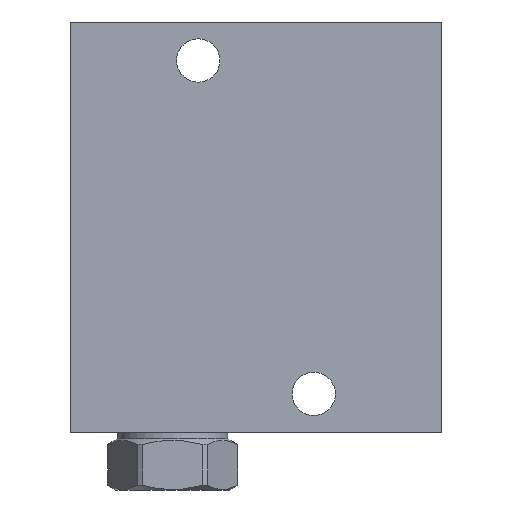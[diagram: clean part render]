
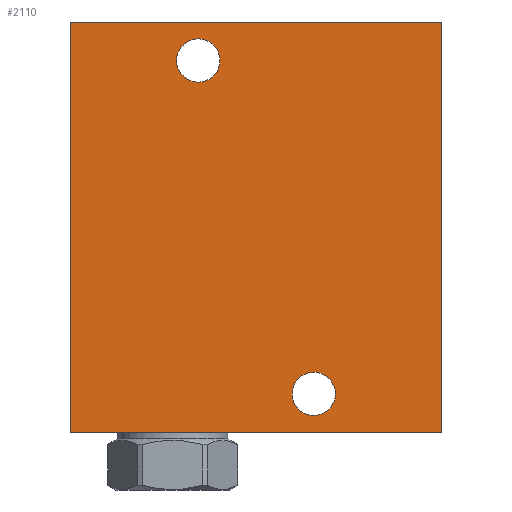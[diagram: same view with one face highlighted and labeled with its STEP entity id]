
A CAD part, front view. The second image highlights one B-rep face of the part: STEP entity #2110.
In plain terms, the highlighted planar face has unit normal (0, -1, 0).
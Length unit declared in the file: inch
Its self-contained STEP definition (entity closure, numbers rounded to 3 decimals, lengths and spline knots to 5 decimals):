
#5=DIRECTION('',(1.,0.,0.));
#6=VECTOR('',#5,3.625);
#7=CARTESIAN_POINT('',(0.,-1.5,0.));
#8=LINE('',#7,#6);
#75=DIRECTION('',(0.,0.,1.));
#76=VECTOR('',#75,4.);
#77=CARTESIAN_POINT('',(3.625,-1.5,0.));
#78=LINE('',#77,#76);
#99=DIRECTION('',(0.,0.,1.));
#100=VECTOR('',#99,4.);
#101=CARTESIAN_POINT('',(0.,-1.5,0.));
#102=LINE('',#101,#100);
#103=CARTESIAN_POINT('',(1.25,-1.5,3.625));
#104=DIRECTION('',(0.,-1.,0.));
#105=DIRECTION('',(-1.,0.,0.));
#106=AXIS2_PLACEMENT_3D('',#103,#104,#105);
#108=CARTESIAN_POINT('',(1.25,-1.5,3.625));
#109=DIRECTION('',(0.,-1.,0.));
#110=DIRECTION('',(1.,0.,0.));
#111=AXIS2_PLACEMENT_3D('',#108,#109,#110);
#113=CARTESIAN_POINT('',(2.375,-1.5,0.375));
#114=DIRECTION('',(0.,-1.,0.));
#115=DIRECTION('',(-1.,0.,0.));
#116=AXIS2_PLACEMENT_3D('',#113,#114,#115);
#118=CARTESIAN_POINT('',(2.375,-1.5,0.375));
#119=DIRECTION('',(0.,-1.,0.));
#120=DIRECTION('',(1.,0.,0.));
#121=AXIS2_PLACEMENT_3D('',#118,#119,#120);
#135=DIRECTION('',(1.,0.,0.));
#136=VECTOR('',#135,3.625);
#137=CARTESIAN_POINT('',(0.,-1.5,4.));
#138=LINE('',#137,#136);
#1731=CARTESIAN_POINT('',(0.,-1.5,0.));
#1733=VERTEX_POINT('',#1731);
#1734=CARTESIAN_POINT('',(3.625,-1.5,0.));
#1735=VERTEX_POINT('',#1734);
#1739=CARTESIAN_POINT('',(0.,-1.5,4.));
#1741=VERTEX_POINT('',#1739);
#1742=CARTESIAN_POINT('',(3.625,-1.5,4.));
#1743=VERTEX_POINT('',#1742);
#1873=CARTESIAN_POINT('',(1.039,-1.5,3.625));
#1874=CARTESIAN_POINT('',(1.461,-1.5,3.625));
#1875=VERTEX_POINT('',#1873);
#1876=VERTEX_POINT('',#1874);
#1881=CARTESIAN_POINT('',(2.164,-1.5,0.375));
#1882=CARTESIAN_POINT('',(2.586,-1.5,0.375));
#1883=VERTEX_POINT('',#1881);
#1884=VERTEX_POINT('',#1882);
#2086=CARTESIAN_POINT('',(0.,-1.5,0.));
#2087=DIRECTION('',(0.,-1.,0.));
#2088=DIRECTION('',(1.,0.,0.));
#2089=AXIS2_PLACEMENT_3D('',#2086,#2087,#2088);
#2090=PLANE('',#2089);
#2091=ORIENTED_EDGE('',*,*,#1992,.F.);
#2092=ORIENTED_EDGE('',*,*,#2017,.T.);
#2094=ORIENTED_EDGE('',*,*,#2093,.T.);
#2095=ORIENTED_EDGE('',*,*,#2066,.F.);
#2096=EDGE_LOOP('',(#2091,#2092,#2094,#2095));
#2097=FACE_OUTER_BOUND('',#2096,.F.);
#2099=ORIENTED_EDGE('',*,*,#2098,.T.);
#2101=ORIENTED_EDGE('',*,*,#2100,.T.);
#2102=EDGE_LOOP('',(#2099,#2101));
#2103=FACE_BOUND('',#2102,.F.);
#2105=ORIENTED_EDGE('',*,*,#2104,.T.);
#2107=ORIENTED_EDGE('',*,*,#2106,.T.);
#2108=EDGE_LOOP('',(#2105,#2107));
#2109=FACE_BOUND('',#2108,.F.);
#2110=ADVANCED_FACE('',(#2097,#2103,#2109),#2090,.T.);
#107=CIRCLE('',#106,0.211);
#112=CIRCLE('',#111,0.211);
#117=CIRCLE('',#116,0.211);
#122=CIRCLE('',#121,0.211);
#1992=EDGE_CURVE('',#1733,#1735,#8,.T.);
#2017=EDGE_CURVE('',#1733,#1741,#102,.T.);
#2066=EDGE_CURVE('',#1735,#1743,#78,.T.);
#2093=EDGE_CURVE('',#1741,#1743,#138,.T.);
#2098=EDGE_CURVE('',#1875,#1876,#107,.T.);
#2100=EDGE_CURVE('',#1876,#1875,#112,.T.);
#2104=EDGE_CURVE('',#1883,#1884,#117,.T.);
#2106=EDGE_CURVE('',#1884,#1883,#122,.T.);
